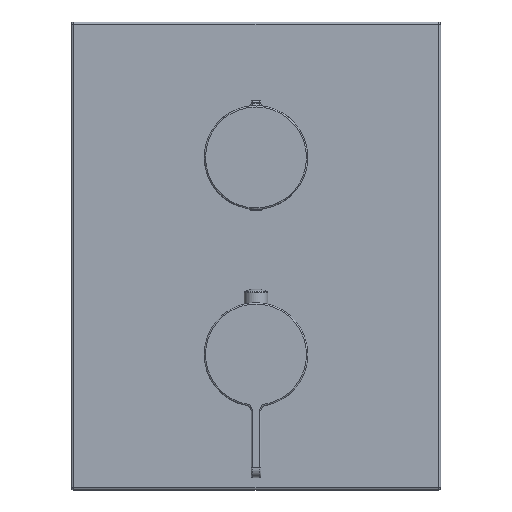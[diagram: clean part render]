
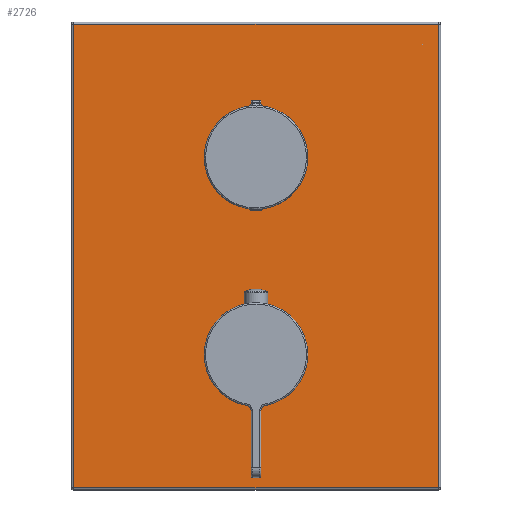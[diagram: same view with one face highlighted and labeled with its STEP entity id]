
A CAD part, left-side view. The second image highlights one B-rep face of the part: STEP entity #2726.
In plain terms, the highlighted face is planar.
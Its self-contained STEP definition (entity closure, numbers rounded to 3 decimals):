
#288=LINE('',#7067,#452);
#295=LINE('',#7092,#459);
#296=LINE('',#7097,#460);
#297=LINE('',#7098,#461);
#452=VECTOR('',#3824,148.);
#459=VECTOR('',#3849,188.);
#460=VECTOR('',#3856,148.);
#461=VECTOR('',#3857,188.);
#686=FACE_OUTER_BOUND('',#868,.T.);
#868=EDGE_LOOP('',(#2389,#2390,#2391,#2392));
#1301=VERTEX_POINT('',#7065);
#1302=VERTEX_POINT('',#7066);
#1311=VERTEX_POINT('',#7091);
#1312=VERTEX_POINT('',#7096);
#1665=EDGE_CURVE('',#1301,#1302,#288,.T.);
#1678=EDGE_CURVE('',#1302,#1311,#295,.T.);
#1681=EDGE_CURVE('',#1311,#1312,#296,.T.);
#1682=EDGE_CURVE('',#1312,#1301,#297,.T.);
#2389=ORIENTED_EDGE('',*,*,#1681,.T.);
#2390=ORIENTED_EDGE('',*,*,#1682,.T.);
#2391=ORIENTED_EDGE('',*,*,#1665,.T.);
#2392=ORIENTED_EDGE('',*,*,#1678,.T.);
#2585=PLANE('',#3084);
#2726=ADVANCED_FACE('',(#686),#2585,.T.);
#3084=AXIS2_PLACEMENT_3D('',#7095,#3854,#3855);
#3824=DIRECTION('',(0.,-1.,0.));
#3849=DIRECTION('',(-1.,0.,0.));
#3854=DIRECTION('center_axis',(0.,0.,-1.));
#3855=DIRECTION('ref_axis',(0.,-1.,0.));
#3856=DIRECTION('',(0.,1.,0.));
#3857=DIRECTION('',(1.,0.,0.));
#7065=CARTESIAN_POINT('',(13.,74.,74.));
#7066=CARTESIAN_POINT('',(13.,-74.,74.));
#7067=CARTESIAN_POINT('',(13.,74.,74.));
#7091=CARTESIAN_POINT('',(-175.,-74.,74.));
#7092=CARTESIAN_POINT('',(13.,-74.,74.));
#7095=CARTESIAN_POINT('Origin',(-81.,0.,74.));
#7096=CARTESIAN_POINT('',(-175.,74.,74.));
#7097=CARTESIAN_POINT('',(-175.,-74.,74.));
#7098=CARTESIAN_POINT('',(-175.,74.,74.));
